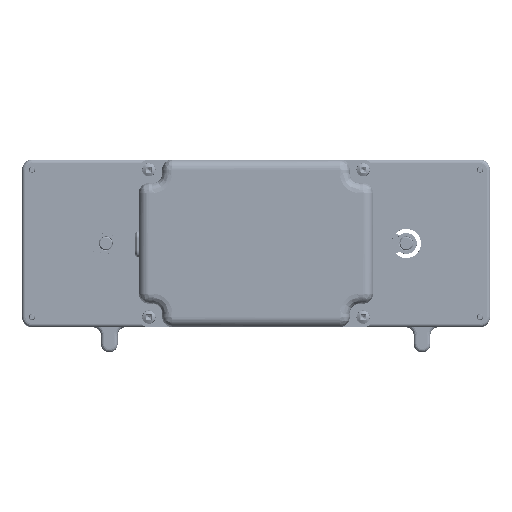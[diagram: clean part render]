
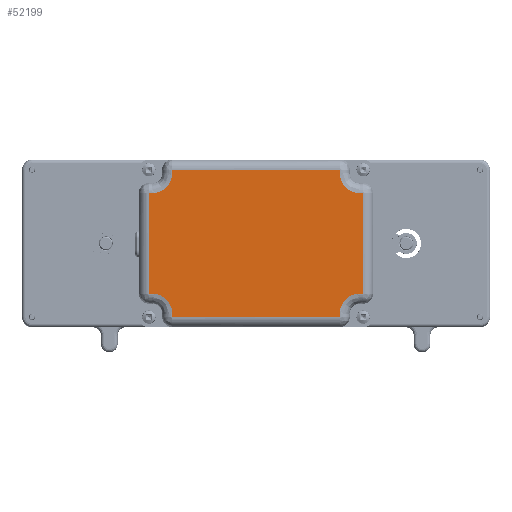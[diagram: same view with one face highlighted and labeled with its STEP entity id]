
A CAD part, top view. The second image highlights one B-rep face of the part: STEP entity #52199.
In plain terms, the highlighted free-form (B-spline) face has degree [1, 1] with [2, 2] control points.
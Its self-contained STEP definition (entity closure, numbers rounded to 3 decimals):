
#51120 = VERTEX_POINT('',#51121);
#51121 = CARTESIAN_POINT('',(-79.639,-59.997,
    48.569));
#51137 = VERTEX_POINT('',#51138);
#51138 = CARTESIAN_POINT('',(-79.639,-62.854,
    48.569));
#51144 = EDGE_CURVE('',#51137,#51120,#51145,.T.);
#51145 = B_SPLINE_CURVE_WITH_KNOTS('',1,(#51146,#51147),.UNSPECIFIED.,
  .F.,.F.,(2,2),(-26.,-24.),.PIECEWISE_BEZIER_KNOTS.);
#51146 = CARTESIAN_POINT('',(-79.639,-62.854,
    48.569));
#51147 = CARTESIAN_POINT('',(-79.639,-59.997,
    48.569));
#51160 = VERTEX_POINT('',#51161);
#51161 = CARTESIAN_POINT('',(-96.781,-42.855,
    48.569));
#51176 = EDGE_CURVE('',#51120,#51160,#51177,.T.);
#51177 = ( BOUNDED_CURVE() B_SPLINE_CURVE(2,(#51178,#51179,#51180),
.UNSPECIFIED.,.F.,.F.) B_SPLINE_CURVE_WITH_KNOTS((3,3),(5.498,
7.069),.PIECEWISE_BEZIER_KNOTS.) CURVE() 
GEOMETRIC_REPRESENTATION_ITEM() RATIONAL_B_SPLINE_CURVE((1.,
0.707,1.)) REPRESENTATION_ITEM('') );
#51178 = CARTESIAN_POINT('',(-79.639,-59.997,
    48.569));
#51179 = CARTESIAN_POINT('',(-79.639,-42.855,
    48.569));
#51180 = CARTESIAN_POINT('',(-96.781,-42.855,
    48.569));
#51196 = VERTEX_POINT('',#51197);
#51197 = CARTESIAN_POINT('',(-99.638,-42.855,
    48.569));
#51211 = EDGE_CURVE('',#51160,#51196,#51212,.T.);
#51212 = B_SPLINE_CURVE_WITH_KNOTS('',1,(#51213,#51214),.UNSPECIFIED.,
  .F.,.F.,(2,2),(19.957,21.957),
  .PIECEWISE_BEZIER_KNOTS.);
#51213 = CARTESIAN_POINT('',(-96.781,-42.855,
    48.569));
#51214 = CARTESIAN_POINT('',(-99.638,-42.855,
    48.569));
#51227 = VERTEX_POINT('',#51228);
#51228 = CARTESIAN_POINT('',(-99.638,42.855,
    48.569));
#51249 = EDGE_CURVE('',#51196,#51227,#51250,.T.);
#51250 = B_SPLINE_CURVE_WITH_KNOTS('',1,(#51251,#51252),.UNSPECIFIED.,
  .F.,.F.,(2,2),(-55.,5.),.PIECEWISE_BEZIER_KNOTS.);
#51251 = CARTESIAN_POINT('',(-99.638,-42.855,
    48.569));
#51252 = CARTESIAN_POINT('',(-99.638,42.855,
    48.569));
#51286 = VERTEX_POINT('',#51287);
#51287 = CARTESIAN_POINT('',(-96.781,42.855,
    48.569));
#51308 = EDGE_CURVE('',#51227,#51286,#51309,.T.);
#51309 = B_SPLINE_CURVE_WITH_KNOTS('',1,(#51310,#51311),.UNSPECIFIED.,
  .F.,.F.,(2,2),(-21.957,-19.957),
  .PIECEWISE_BEZIER_KNOTS.);
#51310 = CARTESIAN_POINT('',(-99.638,42.855,
    48.569));
#51311 = CARTESIAN_POINT('',(-96.781,42.855,
    48.569));
#51324 = VERTEX_POINT('',#51325);
#51325 = CARTESIAN_POINT('',(-79.639,59.997,
    48.569));
#51340 = EDGE_CURVE('',#51286,#51324,#51341,.T.);
#51341 = ( BOUNDED_CURVE() B_SPLINE_CURVE(2,(#51342,#51343,#51344),
.UNSPECIFIED.,.F.,.F.) B_SPLINE_CURVE_WITH_KNOTS((3,3),(5.498,
7.069),.PIECEWISE_BEZIER_KNOTS.) CURVE() 
GEOMETRIC_REPRESENTATION_ITEM() RATIONAL_B_SPLINE_CURVE((1.,
0.707,1.)) REPRESENTATION_ITEM('') );
#51342 = CARTESIAN_POINT('',(-96.781,42.855,
    48.569));
#51343 = CARTESIAN_POINT('',(-79.639,42.855,
    48.569));
#51344 = CARTESIAN_POINT('',(-79.639,59.997,
    48.569));
#51360 = VERTEX_POINT('',#51361);
#51361 = CARTESIAN_POINT('',(-79.639,62.854,
    48.569));
#51375 = EDGE_CURVE('',#51324,#51360,#51376,.T.);
#51376 = B_SPLINE_CURVE_WITH_KNOTS('',1,(#51377,#51378),.UNSPECIFIED.,
  .F.,.F.,(2,2),(24.,26.),.PIECEWISE_BEZIER_KNOTS.);
#51377 = CARTESIAN_POINT('',(-79.639,59.997,
    48.569));
#51378 = CARTESIAN_POINT('',(-79.639,62.854,
    48.569));
#51412 = VERTEX_POINT('',#51413);
#51413 = CARTESIAN_POINT('',(63.211,62.854,
    48.569));
#51434 = EDGE_CURVE('',#51360,#51412,#51435,.T.);
#51435 = B_SPLINE_CURVE_WITH_KNOTS('',1,(#51436,#51437),.UNSPECIFIED.,
  .F.,.F.,(2,2),(-85.,15.),.PIECEWISE_BEZIER_KNOTS.);
#51436 = CARTESIAN_POINT('',(-79.639,62.854,
    48.569));
#51437 = CARTESIAN_POINT('',(63.211,62.854,
    48.569));
#51471 = VERTEX_POINT('',#51472);
#51472 = CARTESIAN_POINT('',(63.211,59.997,
    48.569));
#51493 = EDGE_CURVE('',#51412,#51471,#51494,.T.);
#51494 = B_SPLINE_CURVE_WITH_KNOTS('',1,(#51495,#51496),.UNSPECIFIED.,
  .F.,.F.,(2,2),(-26.,-24.),.PIECEWISE_BEZIER_KNOTS.);
#51495 = CARTESIAN_POINT('',(63.211,62.854,
    48.569));
#51496 = CARTESIAN_POINT('',(63.211,59.997,
    48.569));
#51509 = VERTEX_POINT('',#51510);
#51510 = CARTESIAN_POINT('',(80.353,42.855,
    48.569));
#51525 = EDGE_CURVE('',#51471,#51509,#51526,.T.);
#51526 = ( BOUNDED_CURVE() B_SPLINE_CURVE(2,(#51527,#51528,#51529),
.UNSPECIFIED.,.F.,.F.) B_SPLINE_CURVE_WITH_KNOTS((3,3),(5.498,
7.069),.PIECEWISE_BEZIER_KNOTS.) CURVE() 
GEOMETRIC_REPRESENTATION_ITEM() RATIONAL_B_SPLINE_CURVE((1.,
0.707,1.)) REPRESENTATION_ITEM('') );
#51527 = CARTESIAN_POINT('',(63.211,59.997,
    48.569));
#51528 = CARTESIAN_POINT('',(63.211,42.855,
    48.569));
#51529 = CARTESIAN_POINT('',(80.353,42.855,
    48.569));
#51545 = VERTEX_POINT('',#51546);
#51546 = CARTESIAN_POINT('',(83.211,42.855,
    48.569));
#51560 = EDGE_CURVE('',#51509,#51545,#51561,.T.);
#51561 = B_SPLINE_CURVE_WITH_KNOTS('',1,(#51562,#51563),.UNSPECIFIED.,
  .F.,.F.,(2,2),(19.957,21.957),
  .PIECEWISE_BEZIER_KNOTS.);
#51562 = CARTESIAN_POINT('',(80.353,42.855,
    48.569));
#51563 = CARTESIAN_POINT('',(83.211,42.855,
    48.569));
#51597 = VERTEX_POINT('',#51598);
#51598 = CARTESIAN_POINT('',(83.211,-42.855,
    48.569));
#51619 = EDGE_CURVE('',#51545,#51597,#51620,.T.);
#51620 = B_SPLINE_CURVE_WITH_KNOTS('',1,(#51621,#51622),.UNSPECIFIED.,
  .F.,.F.,(2,2),(-55.,5.),.PIECEWISE_BEZIER_KNOTS.);
#51621 = CARTESIAN_POINT('',(83.211,42.855,
    48.569));
#51622 = CARTESIAN_POINT('',(83.211,-42.855,
    48.569));
#51656 = VERTEX_POINT('',#51657);
#51657 = CARTESIAN_POINT('',(80.353,-42.855,
    48.569));
#51678 = EDGE_CURVE('',#51597,#51656,#51679,.T.);
#51679 = B_SPLINE_CURVE_WITH_KNOTS('',1,(#51680,#51681),.UNSPECIFIED.,
  .F.,.F.,(2,2),(-21.957,-19.957),
  .PIECEWISE_BEZIER_KNOTS.);
#51680 = CARTESIAN_POINT('',(83.211,-42.855,
    48.569));
#51681 = CARTESIAN_POINT('',(80.353,-42.855,
    48.569));
#51694 = VERTEX_POINT('',#51695);
#51695 = CARTESIAN_POINT('',(63.211,-59.997,
    48.569));
#51710 = EDGE_CURVE('',#51656,#51694,#51711,.T.);
#51711 = ( BOUNDED_CURVE() B_SPLINE_CURVE(2,(#51712,#51713,#51714),
.UNSPECIFIED.,.F.,.F.) B_SPLINE_CURVE_WITH_KNOTS((3,3),(5.498,
7.069),.PIECEWISE_BEZIER_KNOTS.) CURVE() 
GEOMETRIC_REPRESENTATION_ITEM() RATIONAL_B_SPLINE_CURVE((1.,
0.707,1.)) REPRESENTATION_ITEM('') );
#51712 = CARTESIAN_POINT('',(80.353,-42.855,
    48.569));
#51713 = CARTESIAN_POINT('',(63.211,-42.855,
    48.569));
#51714 = CARTESIAN_POINT('',(63.211,-59.997,
    48.569));
#51730 = VERTEX_POINT('',#51731);
#51731 = CARTESIAN_POINT('',(63.211,-62.854,
    48.569));
#51745 = EDGE_CURVE('',#51694,#51730,#51746,.T.);
#51746 = B_SPLINE_CURVE_WITH_KNOTS('',1,(#51747,#51748),.UNSPECIFIED.,
  .F.,.F.,(2,2),(24.,26.),.PIECEWISE_BEZIER_KNOTS.);
#51747 = CARTESIAN_POINT('',(63.211,-59.997,
    48.569));
#51748 = CARTESIAN_POINT('',(63.211,-62.854,
    48.569));
#51802 = EDGE_CURVE('',#51730,#51137,#51803,.T.);
#51803 = B_SPLINE_CURVE_WITH_KNOTS('',1,(#51804,#51805),.UNSPECIFIED.,
  .F.,.F.,(2,2),(-85.,15.),.PIECEWISE_BEZIER_KNOTS.);
#51804 = CARTESIAN_POINT('',(63.211,-62.854,
    48.569));
#51805 = CARTESIAN_POINT('',(-79.639,-62.854,
    48.569));
#52199 = ADVANCED_FACE('',(#52200),#52218,.T.);
#52200 = FACE_BOUND('',#52201,.T.);
#52201 = EDGE_LOOP('',(#52202,#52203,#52204,#52205,#52206,#52207,#52208,
    #52209,#52210,#52211,#52212,#52213,#52214,#52215,#52216,#52217));
#52202 = ORIENTED_EDGE('',*,*,#51144,.F.);
#52203 = ORIENTED_EDGE('',*,*,#51802,.F.);
#52204 = ORIENTED_EDGE('',*,*,#51745,.F.);
#52205 = ORIENTED_EDGE('',*,*,#51710,.F.);
#52206 = ORIENTED_EDGE('',*,*,#51678,.F.);
#52207 = ORIENTED_EDGE('',*,*,#51619,.F.);
#52208 = ORIENTED_EDGE('',*,*,#51560,.F.);
#52209 = ORIENTED_EDGE('',*,*,#51525,.F.);
#52210 = ORIENTED_EDGE('',*,*,#51493,.F.);
#52211 = ORIENTED_EDGE('',*,*,#51434,.F.);
#52212 = ORIENTED_EDGE('',*,*,#51375,.F.);
#52213 = ORIENTED_EDGE('',*,*,#51340,.F.);
#52214 = ORIENTED_EDGE('',*,*,#51308,.F.);
#52215 = ORIENTED_EDGE('',*,*,#51249,.F.);
#52216 = ORIENTED_EDGE('',*,*,#51211,.F.);
#52217 = ORIENTED_EDGE('',*,*,#51176,.F.);
#52218 = B_SPLINE_SURFACE_WITH_KNOTS('',1,1,(
    (#52219,#52220)
    ,(#52221,#52222
    )),.UNSPECIFIED.,.F.,.F.,.F.,(2,2),(2,2),(-64.,64.),(-44.,44.),
  .PIECEWISE_BEZIER_KNOTS.);
#52219 = CARTESIAN_POINT('',(-99.638,-62.854,
    48.569));
#52220 = CARTESIAN_POINT('',(-99.638,62.854,
    48.569));
#52221 = CARTESIAN_POINT('',(83.211,-62.854,
    48.569));
#52222 = CARTESIAN_POINT('',(83.211,62.854,
    48.569));
